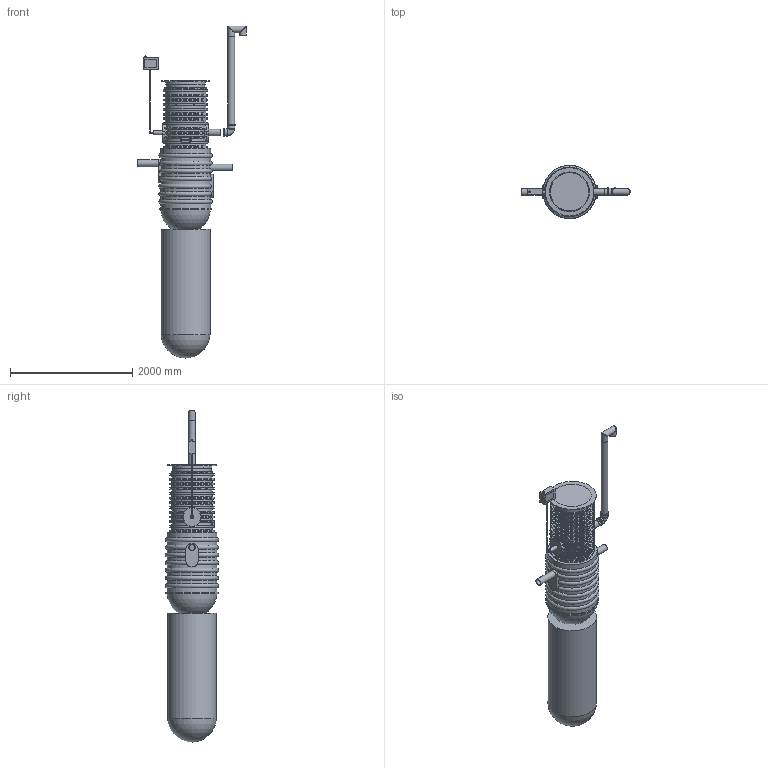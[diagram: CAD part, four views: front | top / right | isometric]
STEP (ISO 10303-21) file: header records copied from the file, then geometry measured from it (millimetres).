
FILE_DESCRIPTION(/* description */ ('Unknown'),/* implementation_level */ '2;1');
FILE_NAME(/* name */ 'II klassi õlieraldaja NS1,5 Siimu kestas',/* time_stamp */ '2023-04-11T14:04:56+03:00',/* author */ ('Unknown'),/* organization */ ('Unknown'),/* preprocessor_version */ 'ST-DEVELOPER v18.1',/* originating_system */ 'Solid Edge',/* authorisation */ 'Unknown');
FILE_SCHEMA (('AUTOMOTIVE_DESIGN {1 0 10303 214 3 1 1}'));
Length unit declared in the file: millimetre
Products named in the file (27): II klassi eraldaja NS1,5 Siimu kestas; PVC_polv_110; 22104 2701.000 D800 palli põhjaga D800 1m Siim_20.11.17; 2661.000 Pall D800_var4 lõigatud pooleks; D800_1m Siim_oa_0; D63 kaabli läbiviiguks 10.12.21; II klassi õlieraldaja Sette maht NS 0,6; Malmluuk_D600_(Ginmika); Malmluugi_korpus_D600_(Ginmika); Malmluugi_kaan_D600_(Ginmika); RoundTubing 110x3.4_oa_1; RoundTubing 110x6.6_oa_2; RoundTubing 110x6.6_oa_3; RoundTubing 110x3.4_oa_4; 2693.001_var3 D670 teeninduskaev NS1,5-le 10.12.21_oa_5; 2697.001 tihend teeninduskaevule 670_var2; 2703.001_19646_oa_6; SisendPE_uus; PE_sisendtoru_110; PE_vent_malm_L=1500; PE venttoru DN100 L=1500; Rotoventiots; elektrikarp loikefotole; RoundTubing 25x2.3_oa_7; Ujuk_oa_8; Ujuk_oa_9; Ujuk_oa_10
Assembly tree (28 placements, depth 3):
  II klassi eraldaja NS1,5 Siimu kestas
    PVC_polv_110  x2
    22104 2701.000 D800 palli põhjaga D800 1m Siim_20.11.17
      2661.000 Pall D800_var4 lõigatud pooleks
      D800_1m Siim_oa_0
    D63 kaabli läbiviiguks 10.12.21
    II klassi õlieraldaja Sette maht NS 0,6
    Malmluuk_D600_(Ginmika)
      Malmluugi_korpus_D600_(Ginmika)
      Malmluugi_kaan_D600_(Ginmika)
    RoundTubing 110x3.4_oa_1
    RoundTubing 110x6.6_oa_2
    RoundTubing 110x6.6_oa_3
    RoundTubing 110x3.4_oa_4
    2693.001_var3 D670 teeninduskaev NS1,5-le 10.12.21_oa_5
    2697.001 tihend teeninduskaevule 670_var2
    2703.001_19646_oa_6
    SisendPE_uus
      PE_sisendtoru_110
    PE_vent_malm_L=1500
      PVC_polv_110
      PE venttoru DN100 L=1500
      Rotoventiots
    elektrikarp loikefotole
    RoundTubing 25x2.3_oa_7
    Ujuk_oa_8
    Ujuk_oa_9
    Ujuk_oa_10
Bounding box: 1772 x 869.98 x 5421.98 mm (x, y, z)
Volume: 1095848337.6 mm3; surface area: 30630034.8 mm2
Topology: 26 solids, 26 shells, 647 faces, 1552 edges, 1011 vertices
Faces by surface type: plane 238, cylinder 224, torus 147, bspline 23, cone 10, sphere 5
Full cylindrical faces by diameter (mm): 8.5 x3, 10 x31, 20 x1, 20.4 x1, 25 x1, 50 x1, 63 x1, 96.8 x3, 100 x6, 103.2 x5, 105 x1, 110 x21, 120 x6, 130 x6, 400 x1, 595 x1, 615 x1, 625 x2, 630 x1, 632.5 x2, 648.5 x2, 650 x1, 655 x9, 665 x9, 668.5 x2, 678.5 x1, 715 x10, 725 x10, 790 x1, 796 x4
Entity records: 19893 total; most frequent: CARTESIAN_POINT 6553, DIRECTION 2613, ORIENTED_EDGE 2280, AXIS2_PLACEMENT_3D 1162, EDGE_CURVE 1140, EDGE_LOOP 974, FACE_BOUND 974, VERTEX_POINT 860
